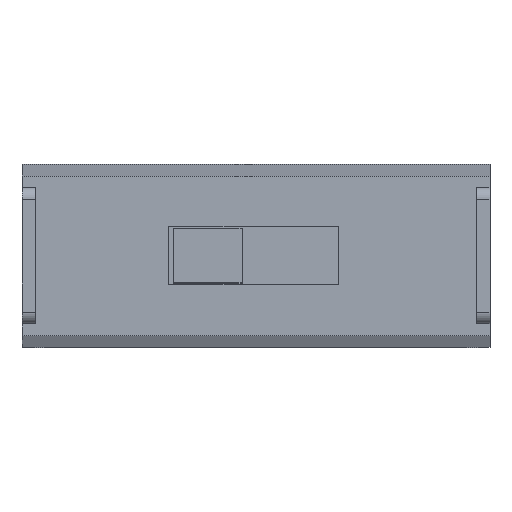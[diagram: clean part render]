
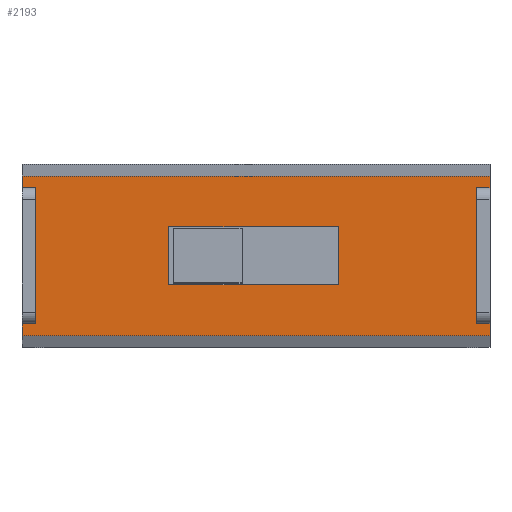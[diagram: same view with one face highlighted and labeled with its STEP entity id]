
A CAD part, top view. The second image highlights one B-rep face of the part: STEP entity #2193.
In plain terms, the highlighted planar face has unit normal (0, 0, 1).
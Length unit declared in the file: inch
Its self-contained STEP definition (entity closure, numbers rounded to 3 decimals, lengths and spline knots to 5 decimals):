
#93=FACE_BOUND('',#238,.T.);
#112=FACE_OUTER_BOUND('',#237,.T.);
#237=EDGE_LOOP('',(#1496,#1497,#1498,#1499,#1500,#1501,#1502,#1503,#1504,
#1505,#1506,#1507));
#238=EDGE_LOOP('',(#1508,#1509,#1510,#1511));
#384=LINE('',#3202,#666);
#388=LINE('',#3211,#670);
#389=LINE('',#3213,#671);
#390=LINE('',#3215,#672);
#391=LINE('',#3217,#673);
#392=LINE('',#3219,#674);
#393=LINE('',#3220,#675);
#394=LINE('',#3222,#676);
#395=LINE('',#3224,#677);
#396=LINE('',#3226,#678);
#397=LINE('',#3228,#679);
#398=LINE('',#3229,#680);
#399=LINE('',#3232,#681);
#400=LINE('',#3234,#682);
#401=LINE('',#3236,#683);
#402=LINE('',#3237,#684);
#666=VECTOR('',#2579,39.37008);
#670=VECTOR('',#2585,39.37008);
#671=VECTOR('',#2586,39.37008);
#672=VECTOR('',#2587,39.37008);
#673=VECTOR('',#2588,39.37008);
#674=VECTOR('',#2589,39.37008);
#675=VECTOR('',#2590,39.37008);
#676=VECTOR('',#2591,39.37008);
#677=VECTOR('',#2592,39.37008);
#678=VECTOR('',#2593,39.37008);
#679=VECTOR('',#2594,39.37008);
#680=VECTOR('',#2595,39.37008);
#681=VECTOR('',#2596,39.37008);
#682=VECTOR('',#2597,39.37008);
#683=VECTOR('',#2598,39.37008);
#684=VECTOR('',#2599,39.37008);
#940=VERTEX_POINT('',#3199);
#941=VERTEX_POINT('',#3201);
#944=VERTEX_POINT('',#3209);
#945=VERTEX_POINT('',#3210);
#946=VERTEX_POINT('',#3212);
#947=VERTEX_POINT('',#3214);
#948=VERTEX_POINT('',#3216);
#949=VERTEX_POINT('',#3218);
#950=VERTEX_POINT('',#3221);
#951=VERTEX_POINT('',#3223);
#952=VERTEX_POINT('',#3225);
#953=VERTEX_POINT('',#3227);
#954=VERTEX_POINT('',#3230);
#955=VERTEX_POINT('',#3231);
#956=VERTEX_POINT('',#3233);
#957=VERTEX_POINT('',#3235);
#1152=EDGE_CURVE('',#940,#941,#384,.T.);
#1156=EDGE_CURVE('',#944,#945,#388,.T.);
#1157=EDGE_CURVE('',#946,#944,#389,.T.);
#1158=EDGE_CURVE('',#946,#947,#390,.T.);
#1159=EDGE_CURVE('',#947,#948,#391,.T.);
#1160=EDGE_CURVE('',#948,#949,#392,.T.);
#1161=EDGE_CURVE('',#941,#949,#393,.T.);
#1162=EDGE_CURVE('',#950,#940,#394,.T.);
#1163=EDGE_CURVE('',#950,#951,#395,.T.);
#1164=EDGE_CURVE('',#952,#951,#396,.T.);
#1165=EDGE_CURVE('',#952,#953,#397,.T.);
#1166=EDGE_CURVE('',#945,#953,#398,.T.);
#1167=EDGE_CURVE('',#954,#955,#399,.T.);
#1168=EDGE_CURVE('',#956,#954,#400,.T.);
#1169=EDGE_CURVE('',#957,#956,#401,.T.);
#1170=EDGE_CURVE('',#955,#957,#402,.T.);
#1496=ORIENTED_EDGE('',*,*,#1156,.F.);
#1497=ORIENTED_EDGE('',*,*,#1157,.F.);
#1498=ORIENTED_EDGE('',*,*,#1158,.T.);
#1499=ORIENTED_EDGE('',*,*,#1159,.T.);
#1500=ORIENTED_EDGE('',*,*,#1160,.T.);
#1501=ORIENTED_EDGE('',*,*,#1161,.F.);
#1502=ORIENTED_EDGE('',*,*,#1152,.F.);
#1503=ORIENTED_EDGE('',*,*,#1162,.F.);
#1504=ORIENTED_EDGE('',*,*,#1163,.T.);
#1505=ORIENTED_EDGE('',*,*,#1164,.F.);
#1506=ORIENTED_EDGE('',*,*,#1165,.T.);
#1507=ORIENTED_EDGE('',*,*,#1166,.F.);
#1508=ORIENTED_EDGE('',*,*,#1167,.F.);
#1509=ORIENTED_EDGE('',*,*,#1168,.F.);
#1510=ORIENTED_EDGE('',*,*,#1169,.F.);
#1511=ORIENTED_EDGE('',*,*,#1170,.F.);
#2084=PLANE('',#2369);
#2193=ADVANCED_FACE('',(#112,#93),#2084,.T.);
#2369=AXIS2_PLACEMENT_3D('',#3208,#2583,#2584);
#2579=DIRECTION('',(0.,1.,0.));
#2583=DIRECTION('center_axis',(0.,0.,
1.));
#2584=DIRECTION('ref_axis',(-1.,0.,0.));
#2585=DIRECTION('',(0.,-1.,0.));
#2586=DIRECTION('',(-1.,0.,0.));
#2587=DIRECTION('',(0.,1.,0.));
#2588=DIRECTION('',(-1.,0.,0.));
#2589=DIRECTION('',(0.,-1.,0.));
#2590=DIRECTION('',(-1.,0.,0.));
#2591=DIRECTION('',(1.,0.,0.));
#2592=DIRECTION('',(0.,-1.,0.));
#2593=DIRECTION('',(-1.,0.,0.));
#2594=DIRECTION('',(0.,1.,0.));
#2595=DIRECTION('',(1.,0.,0.));
#2596=DIRECTION('',(0.,1.,0.));
#2597=DIRECTION('',(1.,0.,0.));
#2598=DIRECTION('',(0.,-1.,0.));
#2599=DIRECTION('',(-1.,0.,0.));
#3199=CARTESIAN_POINT('',(-0.2675,-0.1495,-0.024));
#3201=CARTESIAN_POINT('',(-0.2675,-0.0325,-0.024));
#3202=CARTESIAN_POINT('',(-0.2675,-0.1495,-0.024));
#3208=CARTESIAN_POINT('Origin',(-0.0785,-0.091,-0.024));
#3209=CARTESIAN_POINT('',(0.1105,-0.0325,-0.024));
#3210=CARTESIAN_POINT('',(0.1105,-0.1495,-0.024));
#3211=CARTESIAN_POINT('',(0.1105,-0.0325,-0.024));
#3212=CARTESIAN_POINT('',(0.1225,-0.0325,-0.024));
#3213=CARTESIAN_POINT('',(0.1225,-0.0325,-0.024));
#3214=CARTESIAN_POINT('',(0.1225,-0.0225,-0.024));
#3215=CARTESIAN_POINT('',(0.1225,-0.1695,-0.024));
#3216=CARTESIAN_POINT('',(-0.2795,-0.0225,-0.024));
#3217=CARTESIAN_POINT('',(0.1225,-0.0225,-0.024));
#3218=CARTESIAN_POINT('',(-0.2795,-0.0325,-0.024));
#3219=CARTESIAN_POINT('',(-0.2795,-0.0125,-0.024));
#3220=CARTESIAN_POINT('',(-0.2675,-0.0325,-0.024));
#3221=CARTESIAN_POINT('',(-0.2795,-0.1495,-0.024));
#3222=CARTESIAN_POINT('',(-0.2795,-0.1495,-0.024));
#3223=CARTESIAN_POINT('',(-0.2795,-0.1595,-0.024));
#3224=CARTESIAN_POINT('',(-0.2795,-0.0125,-0.024));
#3225=CARTESIAN_POINT('',(0.1225,-0.1595,-0.024));
#3226=CARTESIAN_POINT('',(0.1225,-0.1595,-0.024));
#3227=CARTESIAN_POINT('',(0.1225,-0.1495,-0.024));
#3228=CARTESIAN_POINT('',(0.1225,-0.1695,-0.024));
#3229=CARTESIAN_POINT('',(0.1105,-0.1495,-0.024));
#3230=CARTESIAN_POINT('',(-0.0075,-0.116,-0.024));
#3231=CARTESIAN_POINT('',(-0.0075,-0.066,-0.024));
#3232=CARTESIAN_POINT('',(-0.0075,-0.116,-0.024));
#3233=CARTESIAN_POINT('',(-0.1535,-0.116,-0.024));
#3234=CARTESIAN_POINT('',(-0.1535,-0.116,-0.024));
#3235=CARTESIAN_POINT('',(-0.1535,-0.066,-0.024));
#3236=CARTESIAN_POINT('',(-0.1535,-0.066,-0.024));
#3237=CARTESIAN_POINT('',(-0.0075,-0.066,-0.024));
